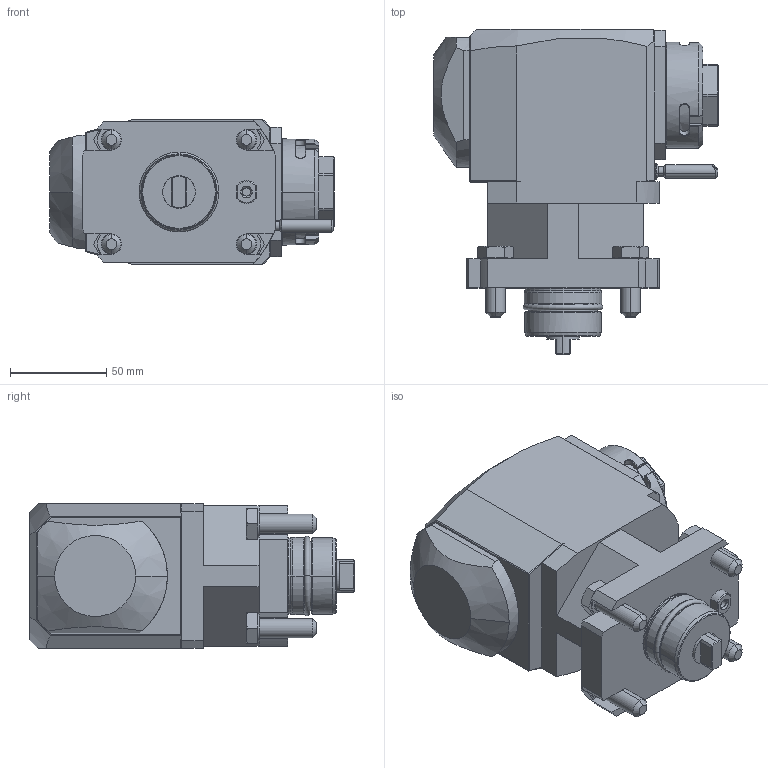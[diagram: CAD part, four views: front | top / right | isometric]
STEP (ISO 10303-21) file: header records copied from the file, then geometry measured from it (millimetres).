
FILE_DESCRIPTION((''),'2;1');
FILE_NAME('NGT2_40_201_32_1_3_100T_MUR','2025-02-24T',('vali'),('NOVA GRUP'),'PRO/ENGINEER BY PARAMETRIC TECHNOLOGY CORPORATION, 2010280','PRO/ENGINEER BY PARAMETRIC TECHNOLOGY CORPORATION, 2010280','');
FILE_SCHEMA(('CONFIG_CONTROL_DESIGN'));
Length unit declared in the file: millimetre
Products named in the file (1): NGT2_40_201_32_1_3_100T_MUR
Bounding box: 147.5 x 168.5 x 75 mm (x, y, z)
Volume: 1001321.5 mm3; surface area: 83122.7 mm2
Topology: 2 solids, 2 shells, 365 faces, 911 edges, 567 vertices
Faces by surface type: plane 189, cylinder 74, cone 74, torus 20, bspline 6, sphere 2
Entity records: 13336 total; most frequent: CARTESIAN_POINT 4705, ORIENTED_EDGE 1822, DIRECTION 1752, EDGE_CURVE 911, AXIS2_PLACEMENT_3D 630, VERTEX_POINT 567, VECTOR 492, LINE 492
